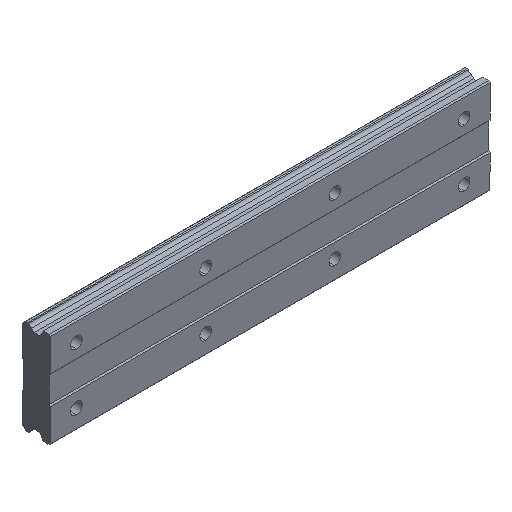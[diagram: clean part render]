
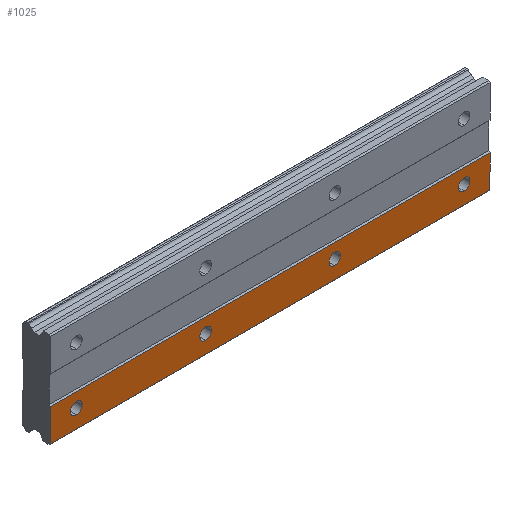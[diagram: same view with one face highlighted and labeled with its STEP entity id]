
A CAD part, isometric view. The second image highlights one B-rep face of the part: STEP entity #1025.
In plain terms, the highlighted planar face has unit normal (0, -1, 0).
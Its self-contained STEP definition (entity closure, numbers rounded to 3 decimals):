
#78 = EDGE_LOOP ( 'NONE', ( #1773, #242 ) ) ;
#126 = EDGE_CURVE ( 'NONE', #413, #1761, #389, .T. ) ;
#242 = ORIENTED_EDGE ( 'NONE', *, *, #1024, .F. ) ;
#250 = FACE_BOUND ( 'NONE', #78, .T. ) ;
#278 = CARTESIAN_POINT ( 'NONE',  ( 150., 0., -11. ) ) ;
#304 = CARTESIAN_POINT ( 'NONE',  ( 160., 0., -5.5 ) ) ;
#329 = DIRECTION ( 'NONE',  ( 0., -1., 0. ) ) ;
#334 = DIRECTION ( 'NONE',  ( 0., -1., 0. ) ) ;
#341 = EDGE_LOOP ( 'NONE', ( #2234, #819 ) ) ;
#389 = CIRCLE ( 'NONE', #625, 2.25 ) ;
#410 = CARTESIAN_POINT ( 'NONE',  ( 100., 0., -11. ) ) ;
#413 = VERTEX_POINT ( 'NONE', #1012 ) ;
#427 = EDGE_LOOP ( 'NONE', ( #2295, #1481 ) ) ;
#445 = AXIS2_PLACEMENT_3D ( 'NONE', #410, #1898, #1909 ) ;
#459 = EDGE_CURVE ( 'NONE', #1403, #2331, #1721, .T. ) ;
#496 = CARTESIAN_POINT ( 'NONE',  ( 50., 0., -11. ) ) ;
#509 = VECTOR ( 'NONE', #1175, 1000. ) ;
#515 = VERTEX_POINT ( 'NONE', #709 ) ;
#550 = EDGE_CURVE ( 'NONE', #1761, #413, #1327, .T. ) ;
#564 = DIRECTION ( 'NONE',  ( 0., 0., 1. ) ) ;
#571 = CARTESIAN_POINT ( 'NONE',  ( 100., 0., -8.75 ) ) ;
#605 = VERTEX_POINT ( 'NONE', #1809 ) ;
#625 = AXIS2_PLACEMENT_3D ( 'NONE', #1373, #1323, #2271 ) ;
#633 = FACE_OUTER_BOUND ( 'NONE', #1829, .T. ) ;
#635 = ORIENTED_EDGE ( 'NONE', *, *, #550, .F. ) ;
#645 = DIRECTION ( 'NONE',  ( 0., -1., 0. ) ) ;
#709 = CARTESIAN_POINT ( 'NONE',  ( 0., 0., -13.25 ) ) ;
#713 = CARTESIAN_POINT ( 'NONE',  ( 100., 0., -13.25 ) ) ;
#738 = LINE ( 'NONE', #923, #2345 ) ;
#743 = VERTEX_POINT ( 'NONE', #1286 ) ;
#759 = DIRECTION ( 'NONE',  ( 0., -1., 0. ) ) ;
#770 = CARTESIAN_POINT ( 'NONE',  ( 160., 0., -5.5 ) ) ;
#786 = ORIENTED_EDGE ( 'NONE', *, *, #459, .F. ) ;
#797 = VERTEX_POINT ( 'NONE', #571 ) ;
#819 = ORIENTED_EDGE ( 'NONE', *, *, #846, .F. ) ;
#846 = EDGE_CURVE ( 'NONE', #515, #1394, #1711, .T. ) ;
#853 = AXIS2_PLACEMENT_3D ( 'NONE', #1416, #1988, #1608 ) ;
#854 = EDGE_CURVE ( 'NONE', #2155, #1403, #1659, .T. ) ;
#858 = CARTESIAN_POINT ( 'NONE',  ( -10., 0., -18. ) ) ;
#920 = EDGE_CURVE ( 'NONE', #797, #942, #2026, .T. ) ;
#923 = CARTESIAN_POINT ( 'NONE',  ( 160., 0., -18. ) ) ;
#937 = CARTESIAN_POINT ( 'NONE',  ( -10., 0., -5.5 ) ) ;
#941 = AXIS2_PLACEMENT_3D ( 'NONE', #278, #645, #1760 ) ;
#942 = VERTEX_POINT ( 'NONE', #713 ) ;
#966 = DIRECTION ( 'NONE',  ( 0., 1., 0. ) ) ;
#988 = DIRECTION ( 'NONE',  ( 0., 0., 1. ) ) ;
#1012 = CARTESIAN_POINT ( 'NONE',  ( 50., 0., -13.25 ) ) ;
#1024 = EDGE_CURVE ( 'NONE', #942, #797, #1490, .T. ) ;
#1025 = ADVANCED_FACE ( 'NONE', ( #633, #2083, #1362, #250, #1187 ), #2058, .F. ) ;
#1060 = AXIS2_PLACEMENT_3D ( 'NONE', #1261, #334, #1073 ) ;
#1065 = DIRECTION ( 'NONE',  ( 0., 0., 1. ) ) ;
#1073 = DIRECTION ( 'NONE',  ( 0., 0., 1. ) ) ;
#1078 = CARTESIAN_POINT ( 'NONE',  ( 0., 0., -11. ) ) ;
#1088 = LINE ( 'NONE', #937, #2038 ) ;
#1153 = ORIENTED_EDGE ( 'NONE', *, *, #854, .F. ) ;
#1175 = DIRECTION ( 'NONE',  ( 0., 0., -1. ) ) ;
#1187 = FACE_BOUND ( 'NONE', #2042, .T. ) ;
#1261 = CARTESIAN_POINT ( 'NONE',  ( 100., 0., -11. ) ) ;
#1265 = VERTEX_POINT ( 'NONE', #858 ) ;
#1286 = CARTESIAN_POINT ( 'NONE',  ( 150., 0., -13.25 ) ) ;
#1287 = VECTOR ( 'NONE', #1827, 1000. ) ;
#1321 = AXIS2_PLACEMENT_3D ( 'NONE', #770, #966, #988 ) ;
#1323 = DIRECTION ( 'NONE',  ( 0., -1., 0. ) ) ;
#1327 = CIRCLE ( 'NONE', #1629, 2.25 ) ;
#1362 = FACE_BOUND ( 'NONE', #427, .T. ) ;
#1370 = CIRCLE ( 'NONE', #941, 2.25 ) ;
#1371 = CARTESIAN_POINT ( 'NONE',  ( 160., 0., -18. ) ) ;
#1373 = CARTESIAN_POINT ( 'NONE',  ( 50., 0., -11. ) ) ;
#1394 = VERTEX_POINT ( 'NONE', #1967 ) ;
#1403 = VERTEX_POINT ( 'NONE', #304 ) ;
#1416 = CARTESIAN_POINT ( 'NONE',  ( 150., 0., -11. ) ) ;
#1428 = EDGE_CURVE ( 'NONE', #605, #743, #1551, .T. ) ;
#1450 = ORIENTED_EDGE ( 'NONE', *, *, #126, .F. ) ;
#1481 = ORIENTED_EDGE ( 'NONE', *, *, #2197, .F. ) ;
#1490 = CIRCLE ( 'NONE', #445, 2.25 ) ;
#1492 = DIRECTION ( 'NONE',  ( -1., 0., 0. ) ) ;
#1501 = DIRECTION ( 'NONE',  ( 0., 0., 1. ) ) ;
#1511 = AXIS2_PLACEMENT_3D ( 'NONE', #1078, #2218, #564 ) ;
#1551 = CIRCLE ( 'NONE', #853, 2.25 ) ;
#1604 = EDGE_CURVE ( 'NONE', #1394, #515, #2051, .T. ) ;
#1608 = DIRECTION ( 'NONE',  ( 0., 0., 1. ) ) ;
#1629 = AXIS2_PLACEMENT_3D ( 'NONE', #496, #329, #1792 ) ;
#1659 = LINE ( 'NONE', #1865, #1287 ) ;
#1711 = CIRCLE ( 'NONE', #2329, 2.25 ) ;
#1721 = LINE ( 'NONE', #1928, #509 ) ;
#1760 = DIRECTION ( 'NONE',  ( 0., 0., 1. ) ) ;
#1761 = VERTEX_POINT ( 'NONE', #1775 ) ;
#1773 = ORIENTED_EDGE ( 'NONE', *, *, #920, .F. ) ;
#1775 = CARTESIAN_POINT ( 'NONE',  ( 50., 0., -8.75 ) ) ;
#1792 = DIRECTION ( 'NONE',  ( 0., 0., 1. ) ) ;
#1809 = CARTESIAN_POINT ( 'NONE',  ( 150., 0., -8.75 ) ) ;
#1827 = DIRECTION ( 'NONE',  ( 1., 0., 0. ) ) ;
#1829 = EDGE_LOOP ( 'NONE', ( #2151, #786, #1153, #2176 ) ) ;
#1865 = CARTESIAN_POINT ( 'NONE',  ( 160., 0., -5.5 ) ) ;
#1898 = DIRECTION ( 'NONE',  ( 0., -1., 0. ) ) ;
#1909 = DIRECTION ( 'NONE',  ( 0., 0., 1. ) ) ;
#1928 = CARTESIAN_POINT ( 'NONE',  ( 160., 0., -5.5 ) ) ;
#1949 = EDGE_CURVE ( 'NONE', #2331, #1265, #738, .T. ) ;
#1955 = EDGE_CURVE ( 'NONE', #1265, #2155, #1088, .T. ) ;
#1967 = CARTESIAN_POINT ( 'NONE',  ( 0., 0., -8.75 ) ) ;
#1988 = DIRECTION ( 'NONE',  ( 0., -1., 0. ) ) ;
#2026 = CIRCLE ( 'NONE', #1060, 2.25 ) ;
#2038 = VECTOR ( 'NONE', #1065, 1000. ) ;
#2042 = EDGE_LOOP ( 'NONE', ( #635, #1450 ) ) ;
#2051 = CIRCLE ( 'NONE', #1511, 2.25 ) ;
#2058 = PLANE ( 'NONE',  #1321 ) ;
#2069 = CARTESIAN_POINT ( 'NONE',  ( 0., 0., -11. ) ) ;
#2083 = FACE_BOUND ( 'NONE', #341, .T. ) ;
#2151 = ORIENTED_EDGE ( 'NONE', *, *, #1949, .F. ) ;
#2155 = VERTEX_POINT ( 'NONE', #2238 ) ;
#2176 = ORIENTED_EDGE ( 'NONE', *, *, #1955, .F. ) ;
#2197 = EDGE_CURVE ( 'NONE', #743, #605, #1370, .T. ) ;
#2218 = DIRECTION ( 'NONE',  ( 0., -1., 0. ) ) ;
#2234 = ORIENTED_EDGE ( 'NONE', *, *, #1604, .F. ) ;
#2238 = CARTESIAN_POINT ( 'NONE',  ( -10., 0., -5.5 ) ) ;
#2271 = DIRECTION ( 'NONE',  ( 0., 0., 1. ) ) ;
#2295 = ORIENTED_EDGE ( 'NONE', *, *, #1428, .F. ) ;
#2329 = AXIS2_PLACEMENT_3D ( 'NONE', #2069, #759, #1501 ) ;
#2331 = VERTEX_POINT ( 'NONE', #1371 ) ;
#2345 = VECTOR ( 'NONE', #1492, 1000. ) ;
